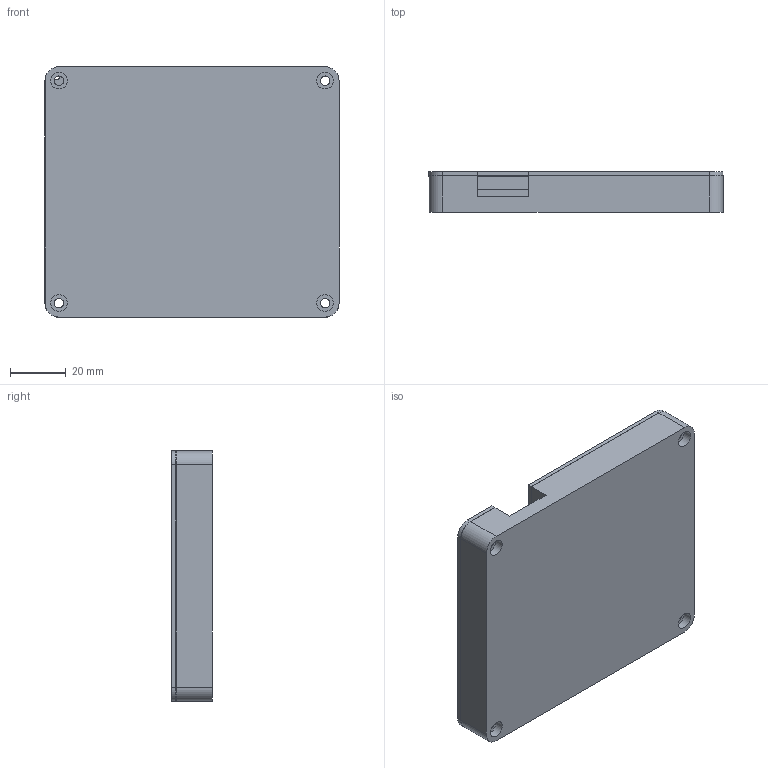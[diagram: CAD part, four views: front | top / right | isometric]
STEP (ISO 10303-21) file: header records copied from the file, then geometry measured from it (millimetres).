
FILE_DESCRIPTION(/* description */ (''),/* implementation_level */ '2;1');
FILE_NAME(/* name */ 'Keyhackpad_product.step',/* time_stamp */ '2025-12-11T14:02:35+01:00',/* author */ (''),/* organization */ (''),/* preprocessor_version */ 'ST-DEVELOPER v20.1',/* originating_system */ 'Autodesk Translation Framework v14.21.0.0',/* authorisation */ '');
FILE_SCHEMA (('AUTOMOTIVE_DESIGN { 1 0 10303 214 3 1 1 }'));
Length unit declared in the file: millimetre
Products named in the file (3): 2025-12-11-13-58-07-318; 2025-12-11-13-06-05-957; 2025-12-11-13-23-34-151
Assembly tree (2 placements, depth 2):
  2025-12-11-13-58-07-318
    2025-12-11-13-06-05-957
    2025-12-11-13-23-34-151
Bounding box: 105.77 x 14.59 x 90.09 mm (x, y, z)
Volume: 98374.1 mm3; surface area: 55530.1 mm2
Topology: 3 solids, 3 shells, 131 faces, 363 edges, 242 vertices
Faces by surface type: plane 74, cylinder 57
Full cylindrical faces by diameter (mm): 3.4 x8, 6 x4, 7 x1
Entity records: 4373 total; most frequent: DIRECTION 749, CARTESIAN_POINT 741, ORIENTED_EDGE 726, EDGE_CURVE 363, AXIS2_PLACEMENT_3D 250, LINE 249, VECTOR 249, VERTEX_POINT 242
